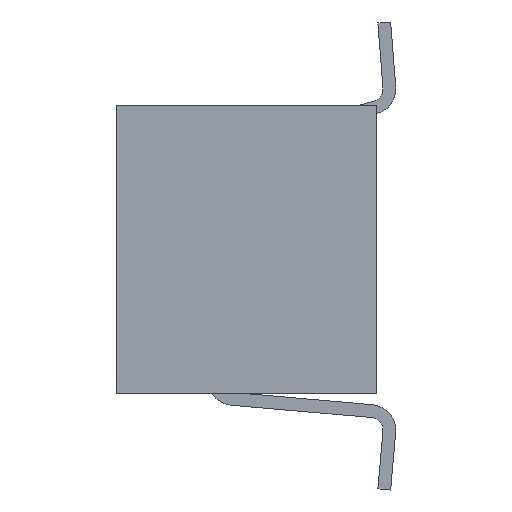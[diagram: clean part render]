
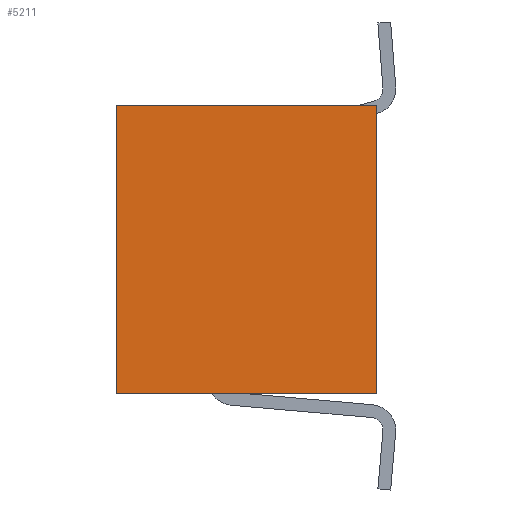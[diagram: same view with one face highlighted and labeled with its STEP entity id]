
A CAD part, left-side view. The second image highlights one B-rep face of the part: STEP entity #5211.
In plain terms, the highlighted planar face has unit normal (-1, 0, 0).
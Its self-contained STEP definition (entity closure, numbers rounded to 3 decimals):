
#134=DIRECTION('',(0.,1.,0.));
#135=VECTOR('',#134,4.06);
#136=CARTESIAN_POINT('',(-7.,-2.03,-4.5));
#137=LINE('',#136,#135);
#138=DIRECTION('',(0.,0.,1.));
#139=VECTOR('',#138,4.5);
#140=CARTESIAN_POINT('',(-7.,2.03,-4.5));
#141=LINE('',#140,#139);
#142=DIRECTION('',(0.,-1.,0.));
#143=VECTOR('',#142,4.06);
#144=CARTESIAN_POINT('',(-7.,2.03,0.));
#145=LINE('',#144,#143);
#146=DIRECTION('',(0.,0.,-1.));
#147=VECTOR('',#146,4.5);
#148=CARTESIAN_POINT('',(-7.,-2.03,0.));
#149=LINE('',#148,#147);
#3976=CARTESIAN_POINT('',(-7.,2.03,0.));
#3977=CARTESIAN_POINT('',(-7.,-2.03,0.));
#3978=VERTEX_POINT('',#3976);
#3979=VERTEX_POINT('',#3977);
#3980=CARTESIAN_POINT('',(-7.,-2.03,-4.5));
#3981=VERTEX_POINT('',#3980);
#3982=CARTESIAN_POINT('',(-7.,2.03,-4.5));
#3983=VERTEX_POINT('',#3982);
#5196=CARTESIAN_POINT('',(-7.,0.,0.));
#5197=DIRECTION('',(1.,0.,0.));
#5198=DIRECTION('',(0.,-1.,0.));
#5199=AXIS2_PLACEMENT_3D('',#5196,#5197,#5198);
#5200=PLANE('',#5199);
#5202=ORIENTED_EDGE('',*,*,#5201,.T.);
#5204=ORIENTED_EDGE('',*,*,#5203,.T.);
#5206=ORIENTED_EDGE('',*,*,#5205,.T.);
#5208=ORIENTED_EDGE('',*,*,#5207,.T.);
#5209=EDGE_LOOP('',(#5202,#5204,#5206,#5208));
#5210=FACE_OUTER_BOUND('',#5209,.F.);
#5201=EDGE_CURVE('',#3981,#3983,#137,.T.);
#5203=EDGE_CURVE('',#3983,#3978,#141,.T.);
#5205=EDGE_CURVE('',#3978,#3979,#145,.T.);
#5207=EDGE_CURVE('',#3979,#3981,#149,.T.);
#5211=ADVANCED_FACE('',(#5210),#5200,.F.);
